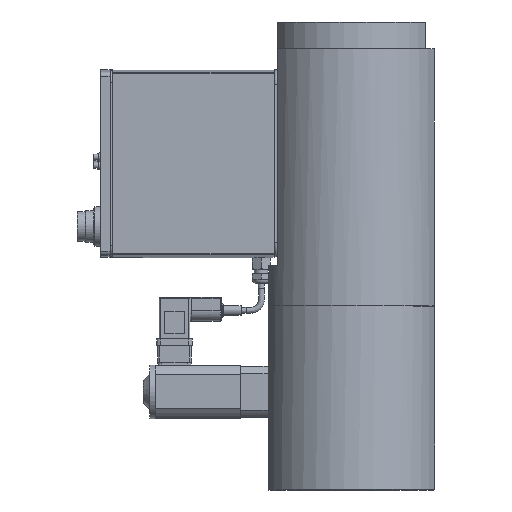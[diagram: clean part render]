
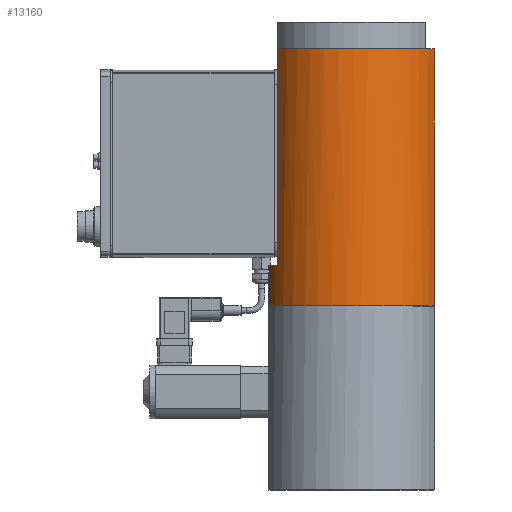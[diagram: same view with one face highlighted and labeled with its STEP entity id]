
A CAD part, left-side view. The second image highlights one B-rep face of the part: STEP entity #13160.
In plain terms, the highlighted cylindrical face has radius 44.5 mm (diameter 89 mm), a partial arc.
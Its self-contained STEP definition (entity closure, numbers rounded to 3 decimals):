
#1223=FACE_OUTER_BOUND('',#2054,.T.);
#2054=EDGE_LOOP('',(#9730,#9731,#9732,#9733,#9734,#9735,#9736));
#2864=CIRCLE('',#14251,44.5);
#2875=CIRCLE('',#14274,44.5);
#2876=CIRCLE('',#14275,44.5);
#2877=CIRCLE('',#14276,44.5);
#3543=LINE('',#21147,#4480);
#3575=LINE('',#21344,#4512);
#3597=LINE('',#21465,#4534);
#4480=VECTOR('',#16490,10.);
#4512=VECTOR('',#16610,10.);
#4534=VECTOR('',#16680,10.);
#5634=VERTEX_POINT('',#21145);
#5635=VERTEX_POINT('',#21146);
#5677=VERTEX_POINT('',#21341);
#5678=VERTEX_POINT('',#21343);
#5679=VERTEX_POINT('',#21347);
#5716=VERTEX_POINT('',#21464);
#5717=VERTEX_POINT('',#21466);
#7069=EDGE_CURVE('',#5634,#5635,#3543,.T.);
#7131=EDGE_CURVE('',#5677,#5678,#3575,.T.);
#7133=EDGE_CURVE('',#5678,#5679,#2864,.T.);
#7174=EDGE_CURVE('',#5679,#5716,#3597,.T.);
#7175=EDGE_CURVE('',#5677,#5717,#2875,.T.);
#7176=EDGE_CURVE('',#5717,#5634,#2876,.T.);
#7177=EDGE_CURVE('',#5635,#5716,#2877,.T.);
#9730=ORIENTED_EDGE('',*,*,#7174,.F.);
#9731=ORIENTED_EDGE('',*,*,#7133,.F.);
#9732=ORIENTED_EDGE('',*,*,#7131,.F.);
#9733=ORIENTED_EDGE('',*,*,#7175,.T.);
#9734=ORIENTED_EDGE('',*,*,#7176,.T.);
#9735=ORIENTED_EDGE('',*,*,#7069,.T.);
#9736=ORIENTED_EDGE('',*,*,#7177,.T.);
#11973=CYLINDRICAL_SURFACE('',#14273,44.5);
#13160=ADVANCED_FACE('',(#1223),#11973,.T.);
#14251=AXIS2_PLACEMENT_3D('',#21348,#16614,#16615);
#14273=AXIS2_PLACEMENT_3D('',#21463,#16678,#16679);
#14274=AXIS2_PLACEMENT_3D('',#21467,#16681,#16682);
#14275=AXIS2_PLACEMENT_3D('',#21468,#16683,#16684);
#14276=AXIS2_PLACEMENT_3D('',#21469,#16685,#16686);
#16490=DIRECTION('',(0.,0.,1.));
#16610=DIRECTION('',(0.,0.,1.));
#16614=DIRECTION('center_axis',(0.,0.,1.));
#16615=DIRECTION('ref_axis',(-0.538,0.843,0.));
#16678=DIRECTION('center_axis',(0.,0.,1.));
#16679=DIRECTION('ref_axis',(-1.,0.,0.));
#16680=DIRECTION('',(0.,0.,1.));
#16681=DIRECTION('center_axis',(0.,0.,1.));
#16682=DIRECTION('ref_axis',(1.,0.,0.));
#16683=DIRECTION('center_axis',(0.,0.,1.));
#16684=DIRECTION('ref_axis',(1.,0.,0.));
#16685=DIRECTION('center_axis',(0.,0.,-1.));
#16686=DIRECTION('ref_axis',(1.,0.,0.));
#21145=CARTESIAN_POINT('',(-15.401,-41.75,0.));
#21146=CARTESIAN_POINT('',(-15.401,-41.75,129.5));
#21147=CARTESIAN_POINT('',(-15.401,-41.75,0.));
#21341=CARTESIAN_POINT('',(-15.401,41.75,0.));
#21343=CARTESIAN_POINT('',(-15.401,41.75,20.));
#21344=CARTESIAN_POINT('',(-15.401,41.75,0.));
#21347=CARTESIAN_POINT('',(-23.958,37.5,20.));
#21348=CARTESIAN_POINT('Origin',(0.,0.,20.));
#21463=CARTESIAN_POINT('Origin',(0.,0.,0.));
#21464=CARTESIAN_POINT('',(-23.958,37.5,129.5));
#21465=CARTESIAN_POINT('',(-23.958,37.5,0.));
#21466=CARTESIAN_POINT('',(-31.756,-31.174,0.));
#21467=CARTESIAN_POINT('Origin',(0.,0.,0.));
#21468=CARTESIAN_POINT('Origin',(0.,0.,0.));
#21469=CARTESIAN_POINT('Origin',(0.,0.,129.5));
